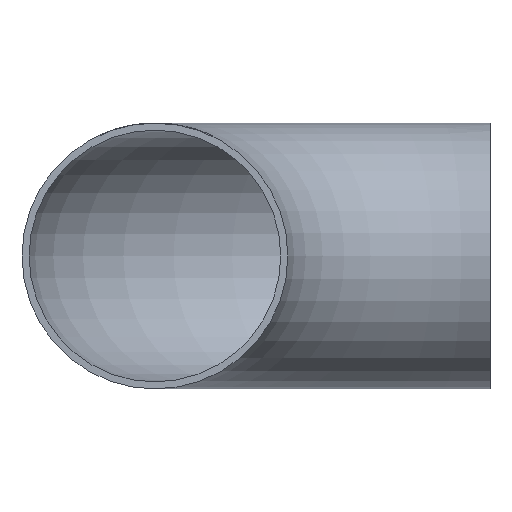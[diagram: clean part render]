
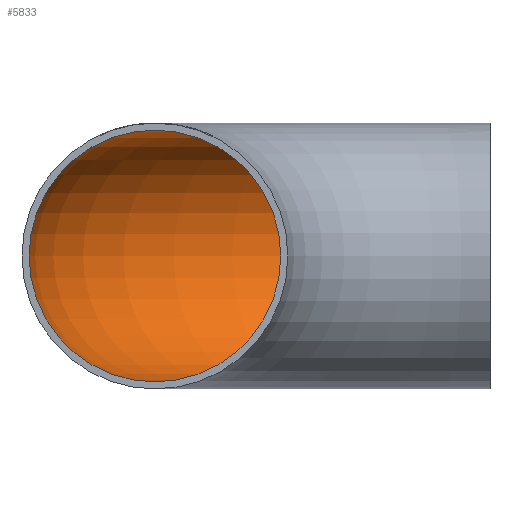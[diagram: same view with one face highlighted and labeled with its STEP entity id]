
A CAD part, front view. The second image highlights one B-rep face of the part: STEP entity #5833.
In plain terms, the highlighted toroidal (fillet/blend) face has major radius 76 mm and minor radius 28.55 mm.
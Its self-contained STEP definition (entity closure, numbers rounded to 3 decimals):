
#438 = CARTESIAN_POINT ( 'NONE',  ( 0., 0., 0. ) ) ;
#512 = EDGE_LOOP ( 'NONE', ( #745 ) ) ;
#745 = ORIENTED_EDGE ( 'NONE', *, *, #7010, .F. ) ;
#1470 = ORIENTED_EDGE ( 'NONE', *, *, #4818, .T. ) ;
#2811 = DIRECTION ( 'NONE',  ( 0., 0., 1. ) ) ;
#2824 = EDGE_LOOP ( 'NONE', ( #1470 ) ) ;
#3021 = CARTESIAN_POINT ( 'NONE',  ( 0., 76., 0. ) ) ;
#3158 = DIRECTION ( 'NONE',  ( 1., 0., 0. ) ) ;
#3264 = DIRECTION ( 'NONE',  ( -1., 0., 0. ) ) ;
#3400 = VERTEX_POINT ( 'NONE', #4129 ) ;
#3699 = CIRCLE ( 'NONE', #7186, 28.55 ) ;
#4129 = CARTESIAN_POINT ( 'NONE',  ( 0., 104.55, 0. ) ) ;
#4818 = EDGE_CURVE ( 'NONE', #3400, #3400, #3699, .T. ) ;
#5249 = DIRECTION ( 'NONE',  ( 0., 1., 0. ) ) ;
#5515 = DIRECTION ( 'NONE',  ( 0., 0., -1. ) ) ;
#5833 = ADVANCED_FACE ( 'NONE', ( #8213, #6245 ), #9215, .F. ) ;
#6109 = VERTEX_POINT ( 'NONE', #9254 ) ;
#6158 = CIRCLE ( 'NONE', #6936, 28.55 ) ;
#6245 = FACE_OUTER_BOUND ( 'NONE', #512, .T. ) ;
#6277 = AXIS2_PLACEMENT_3D ( 'NONE', #438, #5515, #3264 ) ;
#6936 = AXIS2_PLACEMENT_3D ( 'NONE', #9397, #7132, #2811 ) ;
#7010 = EDGE_CURVE ( 'NONE', #6109, #6109, #6158, .T. ) ;
#7132 = DIRECTION ( 'NONE',  ( 0., 1., 0. ) ) ;
#7186 = AXIS2_PLACEMENT_3D ( 'NONE', #3021, #3158, #5249 ) ;
#8213 = FACE_OUTER_BOUND ( 'NONE', #2824, .T. ) ;
#9215 = TOROIDAL_SURFACE ( 'NONE', #6277, 76., 28.55 ) ;
#9254 = CARTESIAN_POINT ( 'NONE',  ( -76., 0., 28.55 ) ) ;
#9397 = CARTESIAN_POINT ( 'NONE',  ( -76., 0., 0. ) ) ;
